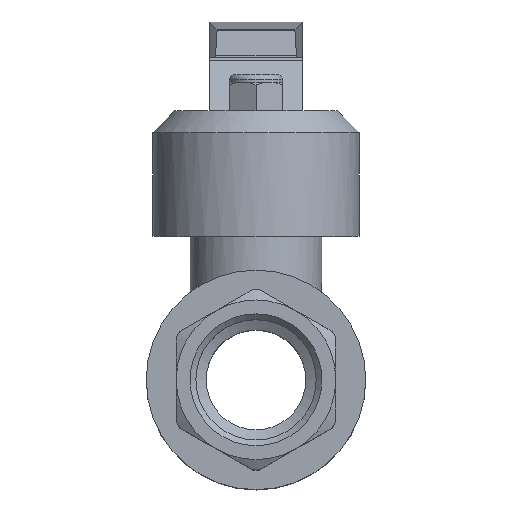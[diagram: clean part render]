
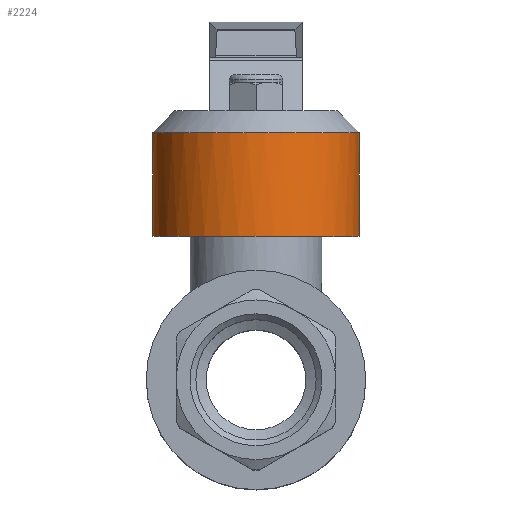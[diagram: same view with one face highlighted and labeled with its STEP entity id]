
A CAD part, top view. The second image highlights one B-rep face of the part: STEP entity #2224.
In plain terms, the highlighted cylindrical face has radius 20.7 mm (diameter 41.4 mm), a full revolution.
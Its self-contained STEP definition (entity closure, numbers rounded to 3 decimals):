
#21=CIRCLE('',#2336,20.7);
#23=CIRCLE('',#2339,20.7);
#152=CYLINDRICAL_SURFACE('',#2338,20.7);
#189=ELLIPSE('',#2340,41.4,20.7);
#190=ELLIPSE('',#2341,41.4,20.7);
#191=ELLIPSE('',#2342,41.4,20.7);
#233=ORIENTED_EDGE('',*,*,#683,.F.);
#234=ORIENTED_EDGE('',*,*,#684,.F.);
#235=ORIENTED_EDGE('',*,*,#685,.T.);
#236=ORIENTED_EDGE('',*,*,#681,.T.);
#237=ORIENTED_EDGE('',*,*,#686,.F.);
#238=ORIENTED_EDGE('',*,*,#687,.F.);
#239=ORIENTED_EDGE('',*,*,#688,.F.);
#681=EDGE_CURVE('',#901,#904,#21,.T.);
#683=EDGE_CURVE('',#906,#906,#23,.T.);
#684=EDGE_CURVE('',#907,#908,#189,.T.);
#685=EDGE_CURVE('',#907,#901,#1049,.F.);
#686=EDGE_CURVE('',#909,#904,#1050,.F.);
#687=EDGE_CURVE('',#910,#909,#190,.T.);
#688=EDGE_CURVE('',#908,#910,#191,.T.);
#901=VERTEX_POINT('',#3033);
#904=VERTEX_POINT('',#3048);
#906=VERTEX_POINT('',#3054);
#907=VERTEX_POINT('',#3056);
#908=VERTEX_POINT('',#3057);
#909=VERTEX_POINT('',#3060);
#910=VERTEX_POINT('',#3062);
#1049=LINE('',#3058,#1147);
#1050=LINE('',#3059,#1148);
#1147=VECTOR('',#2562,1000.);
#1148=VECTOR('',#2563,1000.);
#1240=EDGE_LOOP('',(#233));
#1241=EDGE_LOOP('',(#234,#235,#236,#237,#238,#239));
#1363=FACE_BOUND('',#1240,.T.);
#1364=FACE_BOUND('',#1241,.T.);
#2224=ADVANCED_FACE('',(#1363,#1364),#152,.T.);
#2336=AXIS2_PLACEMENT_3D('',#3049,#2552,#2553);
#2338=AXIS2_PLACEMENT_3D('',#3052,#2556,#2557);
#2339=AXIS2_PLACEMENT_3D('',#3053,#2558,#2559);
#2340=AXIS2_PLACEMENT_3D('',#3055,#2560,#2561);
#2341=AXIS2_PLACEMENT_3D('',#3061,#2564,#2565);
#2342=AXIS2_PLACEMENT_3D('',#3063,#2566,#2567);
#2552=DIRECTION('',(0.,-1.,0.));
#2553=DIRECTION('',(0.,0.,-1.));
#2556=DIRECTION('',(0.,-1.,0.));
#2557=DIRECTION('',(0.,0.,-1.));
#2558=DIRECTION('',(0.,-1.,0.));
#2559=DIRECTION('',(0.,0.,-1.));
#2560=DIRECTION('',(0.,0.5,-0.866));
#2561=DIRECTION('',(0.,-0.866,-0.5));
#2562=DIRECTION('',(0.,-1.,0.));
#2563=DIRECTION('',(0.,-1.,0.));
#2564=DIRECTION('',(0.,0.5,-0.866));
#2565=DIRECTION('',(0.,-0.866,-0.5));
#2566=DIRECTION('',(0.,0.5,0.866));
#2567=DIRECTION('',(0.,-0.866,0.5));
#3033=CARTESIAN_POINT('',(9.36,49.6,-18.463));
#3048=CARTESIAN_POINT('',(-9.36,49.6,-18.463));
#3049=CARTESIAN_POINT('',(0.,49.6,0.));
#3052=CARTESIAN_POINT('',(0.,0.,0.));
#3053=CARTESIAN_POINT('',(0.,28.8,0.));
#3054=CARTESIAN_POINT('',(0.,28.8,-20.7));
#3055=CARTESIAN_POINT('',(0.,70.237,0.));
#3056=CARTESIAN_POINT('',(9.36,38.258,-18.463));
#3057=CARTESIAN_POINT('',(9.121,38.052,-18.582));
#3058=CARTESIAN_POINT('',(9.36,0.,-18.463));
#3059=CARTESIAN_POINT('',(-9.36,0.,-18.463));
#3060=CARTESIAN_POINT('',(-9.36,38.258,-18.463));
#3061=CARTESIAN_POINT('',(0.,70.237,0.));
#3062=CARTESIAN_POINT('',(-9.121,38.052,-18.582));
#3063=CARTESIAN_POINT('',(0.,5.867,0.));
